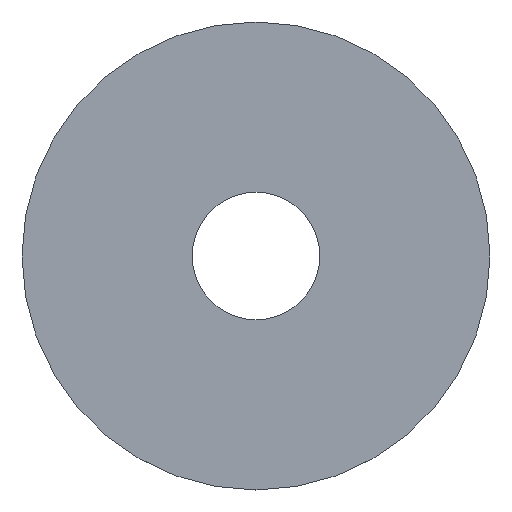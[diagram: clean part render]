
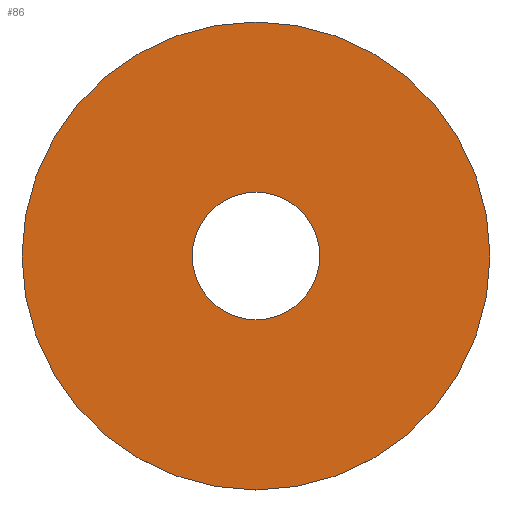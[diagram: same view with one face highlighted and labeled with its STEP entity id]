
A CAD part, top view. The second image highlights one B-rep face of the part: STEP entity #86.
In plain terms, the highlighted planar face has unit normal (0, 0, 1).
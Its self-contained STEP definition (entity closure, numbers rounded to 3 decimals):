
#25=FACE_BOUND('',#37,.T.);
#29=FACE_OUTER_BOUND('',#36,.T.);
#36=EDGE_LOOP('',(#69));
#37=EDGE_LOOP('',(#70));
#44=CIRCLE('',#114,55.);
#45=CIRCLE('',#116,15.);
#50=VERTEX_POINT('',#158);
#51=VERTEX_POINT('',#162);
#56=EDGE_CURVE('',#50,#50,#44,.T.);
#58=EDGE_CURVE('',#51,#51,#45,.T.);
#69=ORIENTED_EDGE('',*,*,#56,.T.);
#70=ORIENTED_EDGE('',*,*,#58,.T.);
#82=PLANE('',#115);
#86=ADVANCED_FACE('',(#29,#25),#82,.T.);
#114=AXIS2_PLACEMENT_3D('',#159,#132,#133);
#115=AXIS2_PLACEMENT_3D('',#161,#135,#136);
#116=AXIS2_PLACEMENT_3D('',#163,#137,#138);
#132=DIRECTION('center_axis',(0.,0.,1.));
#133=DIRECTION('ref_axis',(1.,0.,0.));
#135=DIRECTION('center_axis',(0.,0.,1.));
#136=DIRECTION('ref_axis',(1.,0.,0.));
#137=DIRECTION('center_axis',(0.,0.,-1.));
#138=DIRECTION('ref_axis',(-1.,0.,0.));
#158=CARTESIAN_POINT('',(30.228,15.731,2.));
#159=CARTESIAN_POINT('Origin',(85.228,15.731,2.));
#161=CARTESIAN_POINT('Origin',(85.228,15.731,2.));
#162=CARTESIAN_POINT('',(100.228,15.731,2.));
#163=CARTESIAN_POINT('Origin',(85.228,15.731,2.));
